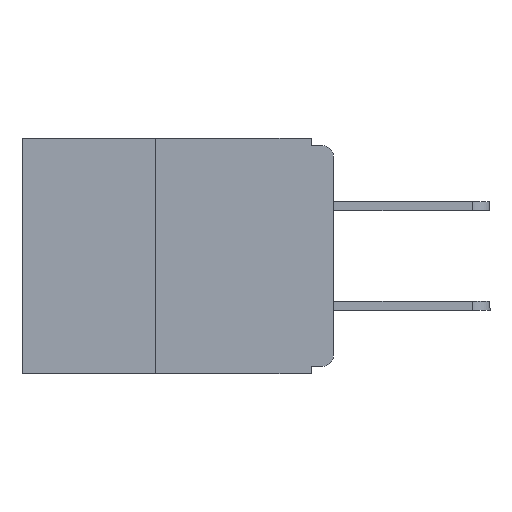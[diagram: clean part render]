
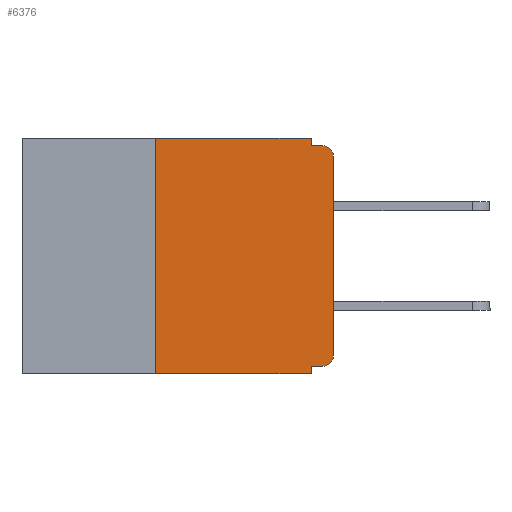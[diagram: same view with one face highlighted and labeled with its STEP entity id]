
A CAD part, left-side view. The second image highlights one B-rep face of the part: STEP entity #6376.
In plain terms, the highlighted planar face has unit normal (-1, 0, 0).
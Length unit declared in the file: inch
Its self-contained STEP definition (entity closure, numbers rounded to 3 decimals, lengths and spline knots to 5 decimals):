
#1030 = ORIENTED_EDGE ( 'NONE', *, *, #14243, .F. ) ;
#1164 = VERTEX_POINT ( 'NONE', #13037 ) ;
#1523 = ORIENTED_EDGE ( 'NONE', *, *, #15868, .F. ) ;
#1825 = FACE_OUTER_BOUND ( 'NONE', #3443, .T. ) ;
#1839 = CARTESIAN_POINT ( 'NONE',  ( 0., 0.015, -0.025 ) ) ;
#2215 = LINE ( 'NONE', #7813, #15833 ) ;
#2877 = VERTEX_POINT ( 'NONE', #22396 ) ;
#3349 = DIRECTION ( 'NONE',  ( 0., -1., 0. ) ) ;
#3443 = EDGE_LOOP ( 'NONE', ( #19235, #22645, #21240, #21023, #1030, #13170, #11728, #1523, #17258, #18125 ) ) ;
#3639 = CARTESIAN_POINT ( 'NONE',  ( 0., 0.031, -0.01 ) ) ;
#3751 = EDGE_CURVE ( 'NONE', #4470, #14022, #15284, .T. ) ;
#3840 = DIRECTION ( 'NONE',  ( 0., 0., -1. ) ) ;
#3878 = CIRCLE ( 'NONE', #13201, 0.015 ) ;
#3942 = VERTEX_POINT ( 'NONE', #10270 ) ;
#4470 = VERTEX_POINT ( 'NONE', #3639 ) ;
#4774 = CARTESIAN_POINT ( 'NONE',  ( 0., 0.25, 0. ) ) ;
#6376 = ADVANCED_FACE ( 'NONE', ( #1825 ), #21460, .F. ) ;
#6715 = DIRECTION ( 'NONE',  ( 0., 0., -1. ) ) ;
#7429 = DIRECTION ( 'NONE',  ( -1., 0., 0. ) ) ;
#7629 = VERTEX_POINT ( 'NONE', #13957 ) ;
#7763 = CARTESIAN_POINT ( 'NONE',  ( 0., 0.437, -0.33 ) ) ;
#7813 = CARTESIAN_POINT ( 'NONE',  ( 0., 0.25, -0.33 ) ) ;
#7927 = VECTOR ( 'NONE', #3349, 39.37008 ) ;
#8629 = LINE ( 'NONE', #21851, #23104 ) ;
#9183 = VERTEX_POINT ( 'NONE', #4774 ) ;
#9998 = CIRCLE ( 'NONE', #20672, 0.015 ) ;
#10270 = CARTESIAN_POINT ( 'NONE',  ( 0., 0., -0.305 ) ) ;
#10737 = VECTOR ( 'NONE', #6715, 39.37008 ) ;
#11219 = EDGE_CURVE ( 'NONE', #3942, #7629, #11397, .T. ) ;
#11397 = LINE ( 'NONE', #18390, #20446 ) ;
#11619 = VERTEX_POINT ( 'NONE', #21468 ) ;
#11728 = ORIENTED_EDGE ( 'NONE', *, *, #17095, .T. ) ;
#11811 = VECTOR ( 'NONE', #18647, 39.37008 ) ;
#11938 = DIRECTION ( 'NONE',  ( 0., -1., 0. ) ) ;
#11966 = CARTESIAN_POINT ( 'NONE',  ( 0., 0., -0.01 ) ) ;
#12451 = CARTESIAN_POINT ( 'NONE',  ( 0., 0.015, -0.01 ) ) ;
#12866 = CARTESIAN_POINT ( 'NONE',  ( 0., 0.015, -0.32 ) ) ;
#12909 = EDGE_CURVE ( 'NONE', #22668, #3942, #3878, .T. ) ;
#13037 = CARTESIAN_POINT ( 'NONE',  ( 0., 0.25, -0.33 ) ) ;
#13170 = ORIENTED_EDGE ( 'NONE', *, *, #19524, .F. ) ;
#13201 = AXIS2_PLACEMENT_3D ( 'NONE', #18323, #7429, #20141 ) ;
#13264 = VECTOR ( 'NONE', #17868, 39.37008 ) ;
#13819 = LINE ( 'NONE', #16050, #13264 ) ;
#13957 = CARTESIAN_POINT ( 'NONE',  ( 0., 0., -0.025 ) ) ;
#14022 = VERTEX_POINT ( 'NONE', #12451 ) ;
#14243 = EDGE_CURVE ( 'NONE', #9183, #2877, #21890, .T. ) ;
#14622 = DIRECTION ( 'NONE',  ( 0., 1., 0. ) ) ;
#14859 = DIRECTION ( 'NONE',  ( -1., 0., 0. ) ) ;
#15284 = LINE ( 'NONE', #11966, #20113 ) ;
#15533 = LINE ( 'NONE', #23026, #10737 ) ;
#15833 = VECTOR ( 'NONE', #20516, 39.37008 ) ;
#15868 = EDGE_CURVE ( 'NONE', #11619, #22862, #15533, .T. ) ;
#16050 = CARTESIAN_POINT ( 'NONE',  ( 0., 0.031, 0. ) ) ;
#16582 = DIRECTION ( 'NONE',  ( 0., 0., 1. ) ) ;
#16630 = LINE ( 'NONE', #7763, #11811 ) ;
#17095 = EDGE_CURVE ( 'NONE', #1164, #22862, #16630, .T. ) ;
#17258 = ORIENTED_EDGE ( 'NONE', *, *, #21359, .F. ) ;
#17868 = DIRECTION ( 'NONE',  ( 0., 0., -1. ) ) ;
#18125 = ORIENTED_EDGE ( 'NONE', *, *, #12909, .T. ) ;
#18323 = CARTESIAN_POINT ( 'NONE',  ( 0., 0.015, -0.305 ) ) ;
#18390 = CARTESIAN_POINT ( 'NONE',  ( 0., 0., 0. ) ) ;
#18647 = DIRECTION ( 'NONE',  ( 0., -1., 0. ) ) ;
#18915 = EDGE_CURVE ( 'NONE', #7629, #14022, #9998, .T. ) ;
#19235 = ORIENTED_EDGE ( 'NONE', *, *, #11219, .T. ) ;
#19524 = EDGE_CURVE ( 'NONE', #1164, #9183, #2215, .T. ) ;
#20113 = VECTOR ( 'NONE', #11938, 39.37008 ) ;
#20141 = DIRECTION ( 'NONE',  ( 0., 0., -1. ) ) ;
#20307 = DIRECTION ( 'NONE',  ( 0., 0., -1. ) ) ;
#20446 = VECTOR ( 'NONE', #16582, 39.37008 ) ;
#20511 = DIRECTION ( 'NONE',  ( 1., 0., 0. ) ) ;
#20516 = DIRECTION ( 'NONE',  ( 0., 0., 1. ) ) ;
#20672 = AXIS2_PLACEMENT_3D ( 'NONE', #1839, #14859, #3840 ) ;
#20716 = EDGE_CURVE ( 'NONE', #2877, #4470, #13819, .T. ) ;
#21023 = ORIENTED_EDGE ( 'NONE', *, *, #20716, .F. ) ;
#21166 = CARTESIAN_POINT ( 'NONE',  ( 0., 0.437, 0. ) ) ;
#21240 = ORIENTED_EDGE ( 'NONE', *, *, #3751, .F. ) ;
#21359 = EDGE_CURVE ( 'NONE', #22668, #11619, #8629, .T. ) ;
#21460 = PLANE ( 'NONE',  #22044 ) ;
#21468 = CARTESIAN_POINT ( 'NONE',  ( 0., 0.031, -0.32 ) ) ;
#21616 = CARTESIAN_POINT ( 'NONE',  ( 0., 0.437, 0. ) ) ;
#21851 = CARTESIAN_POINT ( 'NONE',  ( 0., 0., -0.32 ) ) ;
#21890 = LINE ( 'NONE', #21616, #7927 ) ;
#22044 = AXIS2_PLACEMENT_3D ( 'NONE', #21166, #20511, #20307 ) ;
#22396 = CARTESIAN_POINT ( 'NONE',  ( 0., 0.031, 0. ) ) ;
#22645 = ORIENTED_EDGE ( 'NONE', *, *, #18915, .T. ) ;
#22668 = VERTEX_POINT ( 'NONE', #12866 ) ;
#22688 = CARTESIAN_POINT ( 'NONE',  ( 0., 0.031, -0.33 ) ) ;
#22862 = VERTEX_POINT ( 'NONE', #22688 ) ;
#23026 = CARTESIAN_POINT ( 'NONE',  ( 0., 0.031, -0.33 ) ) ;
#23104 = VECTOR ( 'NONE', #14622, 39.37008 ) ;
